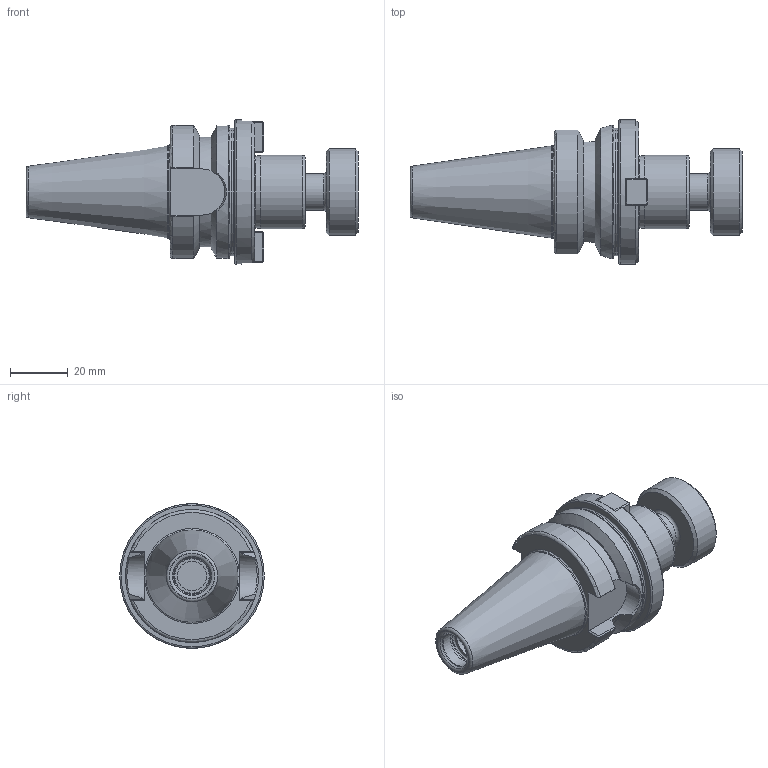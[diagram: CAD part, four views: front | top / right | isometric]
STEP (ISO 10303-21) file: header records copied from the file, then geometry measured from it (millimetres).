
FILE_DESCRIPTION(/* description */ (''),/* implementation_level */ '2;1');
FILE_NAME(/* name */ 'DBT30-SM100-0119.stp',/* time_stamp */ '2019-07-23T09:48:50-05:00',/* author */ ('ldfli'),/* organization */ (''),/* preprocessor_version */ 'ST-DEVELOPER v18',/* originating_system */ 'Autodesk Inventor LT',/* authorisation */ '');
FILE_SCHEMA (('AUTOMOTIVE_DESIGN { 1 0 10303 214 3 1 1 }'));
Length unit declared in the file: millimetre
Products named in the file (1): DBT30-SM100-0119
Bounding box: 114.8 x 50 x 50 mm (x, y, z)
Volume: 79897.1 mm3; surface area: 22720.6 mm2
Topology: 4 solids, 4 shells, 196 faces, 491 edges, 320 vertices
Faces by surface type: plane 119, cylinder 33, cone 19, torus 15, bspline 10
Full cylindrical faces by diameter (mm): 3.242 x2, 4 x2, 4.5 x2, 7 x2, 8 x2, 10.106 x1, 11.328 x1, 12.5 x1, 12.7 x1, 13.1 x1, 18 x1, 24.9 x1, 25.4 x1, 30 x1, 31.867 x1, 44 x1, 46 x1, 50 x1
Entity records: 6378 total; most frequent: CARTESIAN_POINT 1613, DIRECTION 992, ORIENTED_EDGE 978, EDGE_CURVE 489, AXIS2_PLACEMENT_3D 363, VERTEX_POINT 320, LINE 266, VECTOR 266
